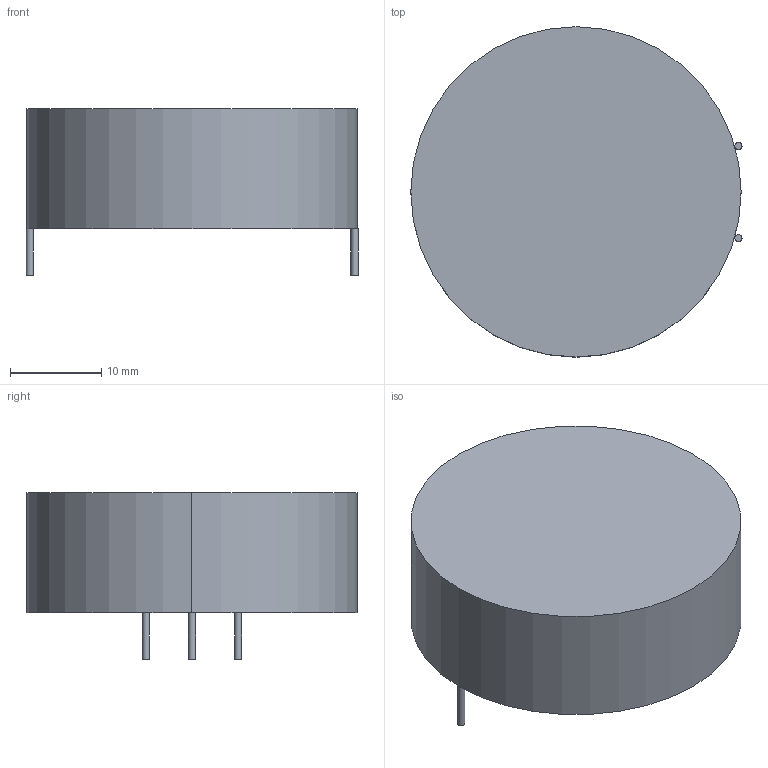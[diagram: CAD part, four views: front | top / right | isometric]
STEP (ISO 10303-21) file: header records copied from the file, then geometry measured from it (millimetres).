
FILE_DESCRIPTION(('FreeCAD Model'),'2;1');
FILE_NAME('15633970.1.1.stp','2022-03-30T10:14:16',( 'Author'),(''),'Open CASCADE STEP processor 6.9','FreeCAD','Unknown' );
FILE_SCHEMA(('AUTOMOTIVE_DESIGN { 1 0 10303 214 1 1 1 1 }'));
Length unit declared in the file: millimetre
Products named in the file (3): ASSEMBLY; Body; Leads
Assembly tree (2 placements, depth 2):
  ASSEMBLY
    Body
    Leads
Bounding box: 36.38 x 36.2 x 18.25 mm (x, y, z)
Volume: 13541.5 mm3; surface area: 3594.3 mm2
Topology: 4 solids, 5 shells, 14 faces, 15 edges, 10 vertices
Faces by surface type: plane 9, cylinder 5
Full cylindrical faces by diameter (mm): 0.78 x3
Entity records: 584 total; most frequent: DIRECTION 95, CARTESIAN_POINT 78, ORIENTED_EDGE 36, PCURVE 34, DEFINITIONAL_REPRESENTATION 34, LINE 31, VECTOR 31, AXIS2_PLACEMENT_3D 27
